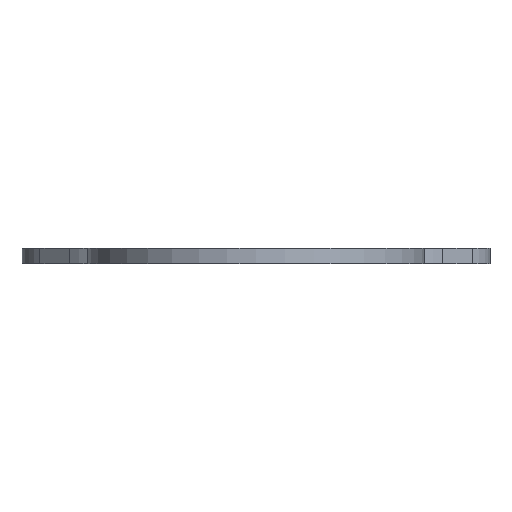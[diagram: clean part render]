
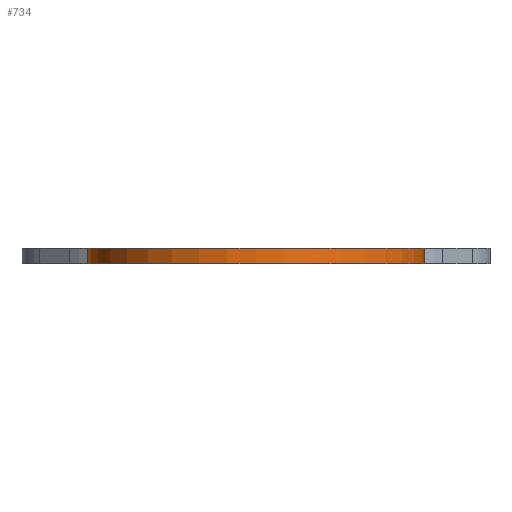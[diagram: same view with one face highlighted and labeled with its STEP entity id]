
A CAD part, front view. The second image highlights one B-rep face of the part: STEP entity #734.
In plain terms, the highlighted cylindrical face has radius 5.5 mm (diameter 11 mm), a partial arc.
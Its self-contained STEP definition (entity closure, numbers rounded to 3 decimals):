
#35 = AXIS2_PLACEMENT_3D ( 'NONE', #230, #225, #226 ) ;
#40 = VECTOR ( 'NONE', #322, 1000. ) ;
#90 = FACE_OUTER_BOUND ( 'NONE', #458, .T. ) ;
#92 = AXIS2_PLACEMENT_3D ( 'NONE', #922, #918, #917 ) ;
#94 = CYLINDRICAL_SURFACE ( 'NONE', #92, 5.5 ) ;
#101 = AXIS2_PLACEMENT_3D ( 'NONE', #960, #959, #958 ) ;
#225 = DIRECTION ( 'NONE',  ( 0., 0., 1. ) ) ;
#226 = DIRECTION ( 'NONE',  ( 1., 0., 0. ) ) ;
#230 = CARTESIAN_POINT ( 'NONE',  ( 0., 0., 0.25 ) ) ;
#291 = CARTESIAN_POINT ( 'NONE',  ( -5.5, 0., 0.25 ) ) ;
#301 = DIRECTION ( 'NONE',  ( 0., 0., -1. ) ) ;
#303 = CARTESIAN_POINT ( 'NONE',  ( 5.5, 0., 0.25 ) ) ;
#305 = LINE ( 'NONE', #303, #535 ) ;
#322 = DIRECTION ( 'NONE',  ( 0., 0., -1. ) ) ;
#324 = LINE ( 'NONE', #291, #40 ) ;
#394 = VERTEX_POINT ( 'NONE', #1053 ) ;
#395 = VERTEX_POINT ( 'NONE', #1037 ) ;
#458 = EDGE_LOOP ( 'NONE', ( #1026, #1089, #1059, #1140 ) ) ;
#512 = VERTEX_POINT ( 'NONE', #985 ) ;
#519 = VERTEX_POINT ( 'NONE', #978 ) ;
#535 = VECTOR ( 'NONE', #301, 1000. ) ;
#704 = EDGE_CURVE ( 'NONE', #395, #512, #752, .T. ) ;
#734 = ADVANCED_FACE ( 'NONE', ( #90 ), #94, .T. ) ;
#752 = CIRCLE ( 'NONE', #101, 5.5 ) ;
#763 = EDGE_CURVE ( 'NONE', #519, #395, #324, .T. ) ;
#795 = CIRCLE ( 'NONE', #35, 5.5 ) ;
#797 = EDGE_CURVE ( 'NONE', #519, #394, #795, .T. ) ;
#819 = EDGE_CURVE ( 'NONE', #394, #512, #305, .T. ) ;
#917 = DIRECTION ( 'NONE',  ( -1., 0., 0. ) ) ;
#918 = DIRECTION ( 'NONE',  ( 0., 0., -1. ) ) ;
#922 = CARTESIAN_POINT ( 'NONE',  ( 0., 0., 0.25 ) ) ;
#958 = DIRECTION ( 'NONE',  ( 1., 0., 0. ) ) ;
#959 = DIRECTION ( 'NONE',  ( 0., 0., 1. ) ) ;
#960 = CARTESIAN_POINT ( 'NONE',  ( 0., 0., -0.25 ) ) ;
#978 = CARTESIAN_POINT ( 'NONE',  ( -5.5, 0., 0.25 ) ) ;
#985 = CARTESIAN_POINT ( 'NONE',  ( 5.5, 0., -0.25 ) ) ;
#1026 = ORIENTED_EDGE ( 'NONE', *, *, #819, .F. ) ;
#1037 = CARTESIAN_POINT ( 'NONE',  ( -5.5, 0., -0.25 ) ) ;
#1053 = CARTESIAN_POINT ( 'NONE',  ( 5.5, 0., 0.25 ) ) ;
#1059 = ORIENTED_EDGE ( 'NONE', *, *, #763, .T. ) ;
#1089 = ORIENTED_EDGE ( 'NONE', *, *, #797, .F. ) ;
#1140 = ORIENTED_EDGE ( 'NONE', *, *, #704, .T. ) ;
